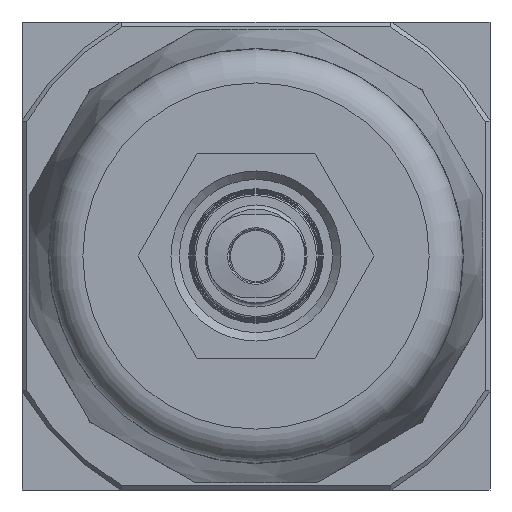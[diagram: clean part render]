
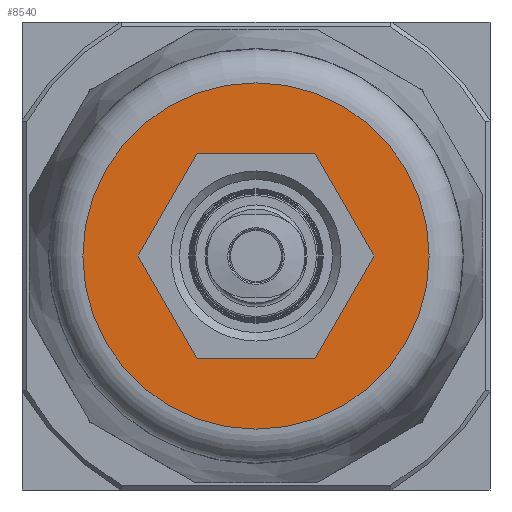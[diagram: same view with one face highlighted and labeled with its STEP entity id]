
A CAD part, front view. The second image highlights one B-rep face of the part: STEP entity #8540.
In plain terms, the highlighted planar face has unit normal (0, -1, 0).
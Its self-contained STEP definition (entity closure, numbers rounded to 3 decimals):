
#365=LINE('',#13077,#669);
#367=LINE('',#13081,#671);
#369=LINE('',#13085,#673);
#371=LINE('',#13089,#675);
#373=LINE('',#13093,#677);
#375=LINE('',#13097,#679);
#669=VECTOR('',#10552,1000.);
#671=VECTOR('',#10556,1000.);
#673=VECTOR('',#10560,1000.);
#675=VECTOR('',#10564,1000.);
#677=VECTOR('',#10568,1000.);
#679=VECTOR('',#10572,1000.);
#900=PLANE('',#9172);
#1193=CIRCLE('',#9173,20.35);
#2481=ORIENTED_EDGE('',*,*,#3657,.T.);
#2482=ORIENTED_EDGE('',*,*,#3656,.T.);
#2483=ORIENTED_EDGE('',*,*,#3654,.T.);
#2484=ORIENTED_EDGE('',*,*,#3652,.T.);
#2485=ORIENTED_EDGE('',*,*,#3650,.T.);
#2486=ORIENTED_EDGE('',*,*,#3648,.T.);
#2487=ORIENTED_EDGE('',*,*,#3646,.T.);
#3646=EDGE_CURVE('',#4336,#4335,#365,.T.);
#3648=EDGE_CURVE('',#4337,#4336,#367,.T.);
#3650=EDGE_CURVE('',#4338,#4337,#369,.T.);
#3652=EDGE_CURVE('',#4339,#4338,#371,.T.);
#3654=EDGE_CURVE('',#4340,#4339,#373,.T.);
#3656=EDGE_CURVE('',#4335,#4340,#375,.T.);
#3657=EDGE_CURVE('',#4341,#4341,#1193,.T.);
#4335=VERTEX_POINT('',#13076);
#4336=VERTEX_POINT('',#13078);
#4337=VERTEX_POINT('',#13082);
#4338=VERTEX_POINT('',#13086);
#4339=VERTEX_POINT('',#13090);
#4340=VERTEX_POINT('',#13094);
#4341=VERTEX_POINT('',#13100);
#5044=EDGE_LOOP('',(#2481));
#5045=EDGE_LOOP('',(#2482,#2483,#2484,#2485,#2486,#2487));
#5532=FACE_BOUND('',#5044,.T.);
#5533=FACE_BOUND('',#5045,.T.);
#8540=ADVANCED_FACE('',(#5532,#5533),#900,.F.);
#9172=AXIS2_PLACEMENT_3D('',#13098,#10573,#10574);
#9173=AXIS2_PLACEMENT_3D('',#13099,#10575,#10576);
#10552=DIRECTION('',(-0.866,0.,0.5));
#10556=DIRECTION('',(-0.866,0.,-0.5));
#10560=DIRECTION('',(0.,0.,-1.));
#10564=DIRECTION('',(0.866,0.,-0.5));
#10568=DIRECTION('',(0.866,0.,0.5));
#10572=DIRECTION('',(0.,0.,1.));
#10573=DIRECTION('',(0.,1.,0.));
#10574=DIRECTION('',(0.,0.,1.));
#10575=DIRECTION('',(0.,-1.,0.));
#10576=DIRECTION('',(0.,0.,-1.));
#13076=CARTESIAN_POINT('',(-12.,-145.7,-6.928));
#13077=CARTESIAN_POINT('',(0.,-145.7,-13.856));
#13078=CARTESIAN_POINT('',(0.,-145.7,-13.856));
#13081=CARTESIAN_POINT('',(12.,-145.7,-6.928));
#13082=CARTESIAN_POINT('',(12.,-145.7,-6.928));
#13085=CARTESIAN_POINT('',(12.,-145.7,6.928));
#13086=CARTESIAN_POINT('',(12.,-145.7,6.928));
#13089=CARTESIAN_POINT('',(0.,-145.7,13.856));
#13090=CARTESIAN_POINT('',(0.,-145.7,13.856));
#13093=CARTESIAN_POINT('',(-12.,-145.7,6.928));
#13094=CARTESIAN_POINT('',(-12.,-145.7,6.928));
#13097=CARTESIAN_POINT('',(-12.,-145.7,-6.928));
#13098=CARTESIAN_POINT('',(20.35,-145.7,0.));
#13099=CARTESIAN_POINT('',(0.,-145.7,0.));
#13100=CARTESIAN_POINT('',(0.,-145.7,-20.35));
